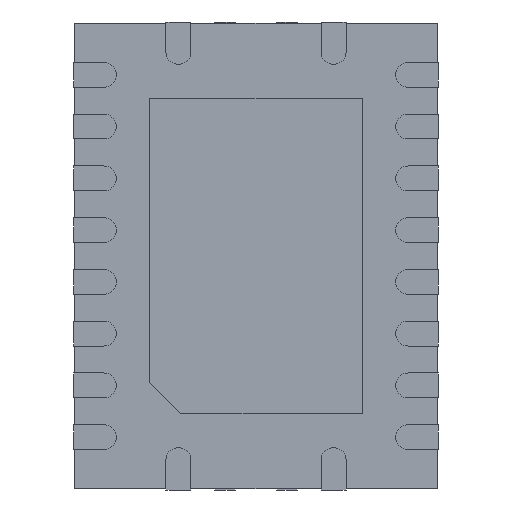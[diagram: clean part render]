
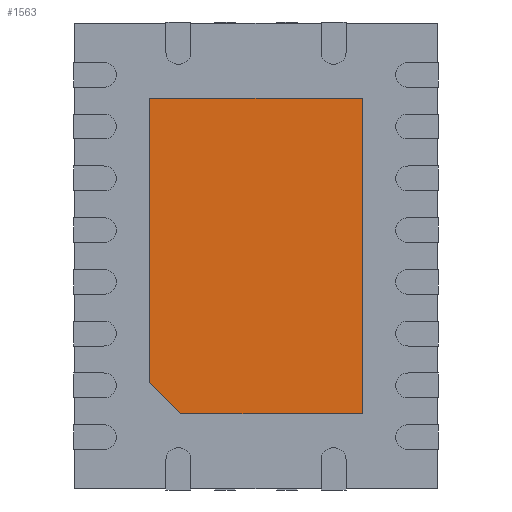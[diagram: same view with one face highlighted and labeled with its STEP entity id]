
A CAD part, front view. The second image highlights one B-rep face of the part: STEP entity #1563.
In plain terms, the highlighted planar face has unit normal (0, -1, 0).
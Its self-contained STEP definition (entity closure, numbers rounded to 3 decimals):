
#82 = VERTEX_POINT ( 'NONE', #4509 ) ;
#107 = DIRECTION ( 'NONE',  ( 1., 0., 0. ) ) ;
#126 = ORIENTED_EDGE ( 'NONE', *, *, #1598, .T. ) ;
#338 = DIRECTION ( 'NONE',  ( 0.707, 0., -0.707 ) ) ;
#493 = CARTESIAN_POINT ( 'NONE',  ( 1.025, -0.05, -1.525 ) ) ;
#571 = EDGE_CURVE ( 'NONE', #3972, #3853, #4737, .T. ) ;
#715 = VERTEX_POINT ( 'NONE', #3442 ) ;
#752 = CARTESIAN_POINT ( 'NONE',  ( 1.025, -0.05, 1.525 ) ) ;
#890 = LINE ( 'NONE', #3319, #2787 ) ;
#1346 = VERTEX_POINT ( 'NONE', #2326 ) ;
#1563 = ADVANCED_FACE ( 'NONE', ( #4949 ), #2159, .F. ) ;
#1598 = EDGE_CURVE ( 'NONE', #715, #3972, #4181, .T. ) ;
#1666 = DIRECTION ( 'NONE',  ( -1., 0., 0. ) ) ;
#1684 = CARTESIAN_POINT ( 'NONE',  ( 1.025, -0.05, 1.525 ) ) ;
#1729 = CARTESIAN_POINT ( 'NONE',  ( -1.025, -0.05, 1.525 ) ) ;
#1730 = EDGE_CURVE ( 'NONE', #82, #715, #2633, .T. ) ;
#2159 = PLANE ( 'NONE',  #3443 ) ;
#2263 = EDGE_CURVE ( 'NONE', #1346, #82, #2984, .T. ) ;
#2326 = CARTESIAN_POINT ( 'NONE',  ( -1.025, -0.05, 1.525 ) ) ;
#2499 = DIRECTION ( 'NONE',  ( 0., 1., 0. ) ) ;
#2633 = LINE ( 'NONE', #3925, #3611 ) ;
#2787 = VECTOR ( 'NONE', #1666, 1000. ) ;
#2807 = ORIENTED_EDGE ( 'NONE', *, *, #571, .T. ) ;
#2984 = LINE ( 'NONE', #1729, #3866 ) ;
#3097 = ORIENTED_EDGE ( 'NONE', *, *, #3548, .T. ) ;
#3246 = ORIENTED_EDGE ( 'NONE', *, *, #2263, .T. ) ;
#3319 = CARTESIAN_POINT ( 'NONE',  ( 1.025, -0.05, 1.525 ) ) ;
#3349 = VECTOR ( 'NONE', #3635, 1000. ) ;
#3405 = CARTESIAN_POINT ( 'NONE',  ( 0., -0.05, 0. ) ) ;
#3442 = CARTESIAN_POINT ( 'NONE',  ( -0.725, -0.05, -1.525 ) ) ;
#3443 = AXIS2_PLACEMENT_3D ( 'NONE', #3405, #2499, #3768 ) ;
#3548 = EDGE_CURVE ( 'NONE', #3853, #1346, #890, .T. ) ;
#3611 = VECTOR ( 'NONE', #338, 1000. ) ;
#3635 = DIRECTION ( 'NONE',  ( 0., 0., 1. ) ) ;
#3768 = DIRECTION ( 'NONE',  ( 0., 0., 1. ) ) ;
#3853 = VERTEX_POINT ( 'NONE', #1684 ) ;
#3866 = VECTOR ( 'NONE', #4639, 1000. ) ;
#3925 = CARTESIAN_POINT ( 'NONE',  ( -1.025, -0.05, -1.225 ) ) ;
#3942 = VECTOR ( 'NONE', #107, 1000. ) ;
#3972 = VERTEX_POINT ( 'NONE', #4917 ) ;
#4099 = EDGE_LOOP ( 'NONE', ( #3097, #3246, #5080, #126, #2807 ) ) ;
#4181 = LINE ( 'NONE', #493, #3942 ) ;
#4509 = CARTESIAN_POINT ( 'NONE',  ( -1.025, -0.05, -1.225 ) ) ;
#4639 = DIRECTION ( 'NONE',  ( 0., 0., -1. ) ) ;
#4737 = LINE ( 'NONE', #752, #3349 ) ;
#4917 = CARTESIAN_POINT ( 'NONE',  ( 1.025, -0.05, -1.525 ) ) ;
#4949 = FACE_OUTER_BOUND ( 'NONE', #4099, .T. ) ;
#5080 = ORIENTED_EDGE ( 'NONE', *, *, #1730, .T. ) ;
